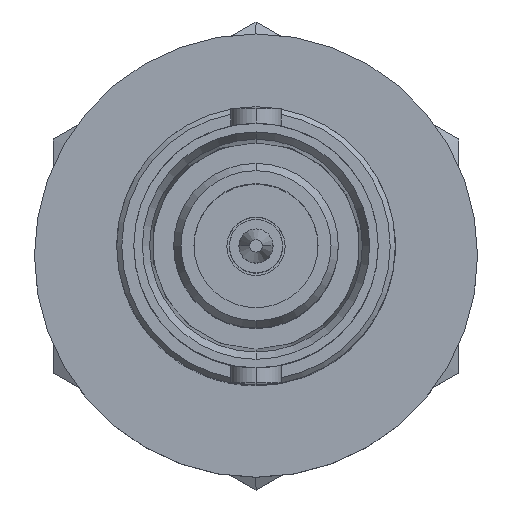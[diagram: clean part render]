
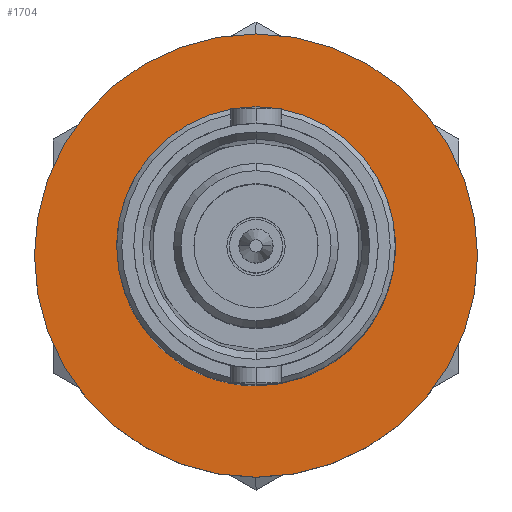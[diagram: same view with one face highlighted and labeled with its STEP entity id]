
A CAD part, top view. The second image highlights one B-rep face of the part: STEP entity #1704.
In plain terms, the highlighted face is planar.
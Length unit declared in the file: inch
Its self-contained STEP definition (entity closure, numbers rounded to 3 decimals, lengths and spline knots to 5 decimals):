
#236 = DIRECTION ( 'NONE',  ( -1., 0., 0. ) ) ;
#256 = ORIENTED_EDGE ( 'NONE', *, *, #9137, .F. ) ;
#838 = FACE_BOUND ( 'NONE', #1381, .T. ) ;
#1064 = DIRECTION ( 'NONE',  ( 0., 1., 0. ) ) ;
#1381 = EDGE_LOOP ( 'NONE', ( #3787, #256 ) ) ;
#1671 = PLANE ( 'NONE',  #8967 ) ;
#1704 = ADVANCED_FACE ( 'NONE', ( #838, #4486 ), #1671, .F. ) ;
#1974 = CIRCLE ( 'NONE', #9587, 0.19685 ) ;
#2562 = DIRECTION ( 'NONE',  ( 1., 0., 0. ) ) ;
#2793 = DIRECTION ( 'NONE',  ( 1., 0., 0. ) ) ;
#2896 = AXIS2_PLACEMENT_3D ( 'NONE', #10619, #5292, #7136 ) ;
#3586 = DIRECTION ( 'NONE',  ( -1., 0., 0. ) ) ;
#3754 = CARTESIAN_POINT ( 'NONE',  ( 0.91732, -0.19685, 0. ) ) ;
#3787 = ORIENTED_EDGE ( 'NONE', *, *, #9251, .T. ) ;
#4169 = AXIS2_PLACEMENT_3D ( 'NONE', #7078, #2562, #8548 ) ;
#4486 = FACE_OUTER_BOUND ( 'NONE', #7541, .T. ) ;
#4881 = VERTEX_POINT ( 'NONE', #8877 ) ;
#5056 = VERTEX_POINT ( 'NONE', #3754 ) ;
#5183 = CIRCLE ( 'NONE', #2896, 0.34449 ) ;
#5292 = DIRECTION ( 'NONE',  ( -1., 0., 0. ) ) ;
#5312 = CARTESIAN_POINT ( 'NONE',  ( 0.91732, 0., 0. ) ) ;
#5611 = VERTEX_POINT ( 'NONE', #10473 ) ;
#5953 = CIRCLE ( 'NONE', #7095, 0.19685 ) ;
#6031 = EDGE_CURVE ( 'NONE', #5611, #6439, #9119, .T. ) ;
#6433 = DIRECTION ( 'NONE',  ( 0., 1., 0. ) ) ;
#6439 = VERTEX_POINT ( 'NONE', #6839 ) ;
#6839 = CARTESIAN_POINT ( 'NONE',  ( 0.91732, -0.34449, 0. ) ) ;
#7078 = CARTESIAN_POINT ( 'NONE',  ( 0.91732, 0., 0. ) ) ;
#7095 = AXIS2_PLACEMENT_3D ( 'NONE', #10983, #2793, #6433 ) ;
#7136 = DIRECTION ( 'NONE',  ( 0., 1., 0. ) ) ;
#7277 = DIRECTION ( 'NONE',  ( 0., 0., 1. ) ) ;
#7541 = EDGE_LOOP ( 'NONE', ( #11178, #10831 ) ) ;
#8548 = DIRECTION ( 'NONE',  ( 0., 1., 0. ) ) ;
#8877 = CARTESIAN_POINT ( 'NONE',  ( 0.91732, 0.19685, 0. ) ) ;
#8967 = AXIS2_PLACEMENT_3D ( 'NONE', #5312, #3586, #7277 ) ;
#9119 = CIRCLE ( 'NONE', #4169, 0.34449 ) ;
#9137 = EDGE_CURVE ( 'NONE', #4881, #5056, #5953, .T. ) ;
#9251 = EDGE_CURVE ( 'NONE', #4881, #5056, #1974, .T. ) ;
#9587 = AXIS2_PLACEMENT_3D ( 'NONE', #10371, #236, #1064 ) ;
#10371 = CARTESIAN_POINT ( 'NONE',  ( 0.91732, 0., 0. ) ) ;
#10432 = EDGE_CURVE ( 'NONE', #5611, #6439, #5183, .T. ) ;
#10473 = CARTESIAN_POINT ( 'NONE',  ( 0.91732, 0.34449, 0. ) ) ;
#10619 = CARTESIAN_POINT ( 'NONE',  ( 0.91732, 0., 0. ) ) ;
#10831 = ORIENTED_EDGE ( 'NONE', *, *, #10432, .F. ) ;
#10983 = CARTESIAN_POINT ( 'NONE',  ( 0.91732, 0., 0. ) ) ;
#11178 = ORIENTED_EDGE ( 'NONE', *, *, #6031, .T. ) ;
